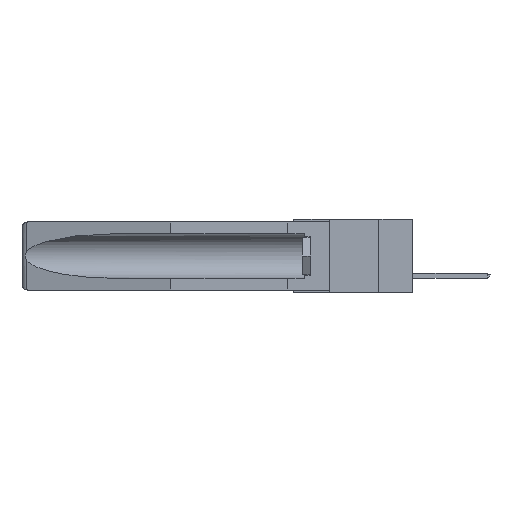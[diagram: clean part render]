
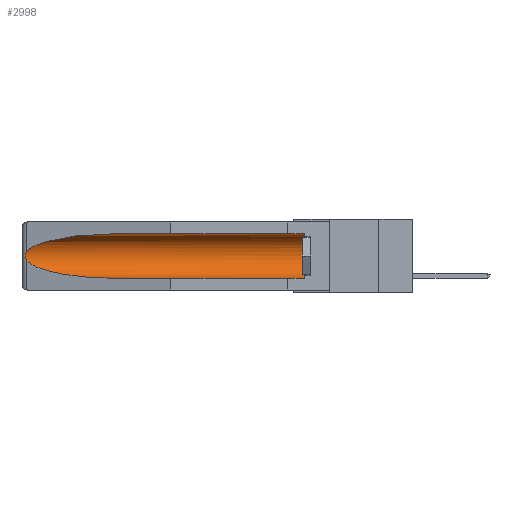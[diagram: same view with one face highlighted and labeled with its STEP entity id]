
A CAD part, left-side view. The second image highlights one B-rep face of the part: STEP entity #2998.
In plain terms, the highlighted cylindrical face has radius 2.857 mm (diameter 5.715 mm), a partial arc.
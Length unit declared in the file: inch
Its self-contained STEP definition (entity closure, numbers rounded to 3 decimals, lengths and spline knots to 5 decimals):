
#670 = AXIS2_PLACEMENT_3D ( 'NONE', #21160, #19261, #27774 ) ;
#1588 = VECTOR ( 'NONE', #7161, 39.37008 ) ;
#2848 = CARTESIAN_POINT ( 'NONE',  ( 0.26597, 1.5296, -0.19026 ) ) ;
#2998 = ADVANCED_FACE ( 'NONE', ( #5328 ), #25559, .F. ) ;
#3128 = CARTESIAN_POINT ( 'NONE',  ( 0.2675, 1.53308, -0.17534 ) ) ;
#3545 = ORIENTED_EDGE ( 'NONE', *, *, #4540, .T. ) ;
#4114 = VERTEX_POINT ( 'NONE', #20737 ) ;
#4471 = CARTESIAN_POINT ( 'NONE',  ( 0.155, -0.30754, -0.1715 ) ) ;
#4489 =( BOUNDED_CURVE ( )  B_SPLINE_CURVE ( 3, ( #9972, #5428, #10079, #12260 ),
 .UNSPECIFIED., .F., .F. ) 
 B_SPLINE_CURVE_WITH_KNOTS ( ( 4, 4 ),
 ( 0.1948, 1.5708 ),
 .UNSPECIFIED. ) 
 CURVE ( )  GEOMETRIC_REPRESENTATION_ITEM ( )  RATIONAL_B_SPLINE_CURVE ( ( 1., 0.848, 0.848, 1. ) ) 
 REPRESENTATION_ITEM ( '' )  );
#4540 = EDGE_CURVE ( 'NONE', #12618, #11040, #11682, .T. ) ;
#5328 = FACE_OUTER_BOUND ( 'NONE', #15950, .T. ) ;
#5428 = CARTESIAN_POINT ( 'NONE',  ( 0.25451, 1.48313, -0.24835 ) ) ;
#6476 = VERTEX_POINT ( 'NONE', #26983 ) ;
#7110 = CARTESIAN_POINT ( 'NONE',  ( 0.2673, 1.53269, -0.17917 ) ) ;
#7161 = DIRECTION ( 'NONE',  ( 0., 1., 0. ) ) ;
#7285 =( BOUNDED_CURVE ( )  B_SPLINE_CURVE ( 3, ( #28044, #19431, #10633, #17119 ),
 .UNSPECIFIED., .F., .F. ) 
 B_SPLINE_CURVE_WITH_KNOTS ( ( 4, 4 ),
 ( 4.71239, 6.08839 ),
 .UNSPECIFIED. ) 
 CURVE ( )  GEOMETRIC_REPRESENTATION_ITEM ( )  RATIONAL_B_SPLINE_CURVE ( ( 1., 0.848, 0.848, 1. ) ) 
 REPRESENTATION_ITEM ( '' )  );
#7498 = LINE ( 'NONE', #9616, #10631 ) ;
#7599 = VERTEX_POINT ( 'NONE', #9847 ) ;
#7648 = DIRECTION ( 'NONE',  ( 0., 1., 0. ) ) ;
#8333 = EDGE_CURVE ( 'NONE', #13538, #6476, #27912, .T. ) ;
#8776 = DIRECTION ( 'NONE',  ( 0., 1., 0. ) ) ;
#9060 = DIRECTION ( 'NONE',  ( 0., 0., 1. ) ) ;
#9616 = CARTESIAN_POINT ( 'NONE',  ( 0.155, -0.30754, -0.059 ) ) ;
#9847 = CARTESIAN_POINT ( 'NONE',  ( 0.155, 1.07973, -0.059 ) ) ;
#9972 = CARTESIAN_POINT ( 'NONE',  ( 0.26537, 1.52718, -0.19328 ) ) ;
#10079 = CARTESIAN_POINT ( 'NONE',  ( 0.21114, 1.30732, -0.284 ) ) ;
#10174 = CARTESIAN_POINT ( 'NONE',  ( 0.26537, 1.52718, -0.14972 ) ) ;
#10631 = VECTOR ( 'NONE', #7648, 39.37008 ) ;
#10633 = CARTESIAN_POINT ( 'NONE',  ( 0.25451, 1.48313, -0.09465 ) ) ;
#11040 = VERTEX_POINT ( 'NONE', #11603 ) ;
#11603 = CARTESIAN_POINT ( 'NONE',  ( 0.26537, 1.52718, -0.19328 ) ) ;
#11682 = B_SPLINE_CURVE_WITH_KNOTS ( 'NONE', 3,
 ( #26930, #11818, #14026, #16201, #26839, #3128, #7110, #15912, #2848, #18133 ),
 .UNSPECIFIED., .F., .F.,
 ( 4, 2, 2, 2, 4 ),
 ( 0., 0.00029, 0.00058, 0.00087, 0.00117 ),
 .UNSPECIFIED. ) ;
#11818 = CARTESIAN_POINT ( 'NONE',  ( 0.26597, 1.52961, -0.15275 ) ) ;
#12260 = CARTESIAN_POINT ( 'NONE',  ( 0.155, 1.07973, -0.284 ) ) ;
#12618 = VERTEX_POINT ( 'NONE', #10174 ) ;
#12708 = EDGE_CURVE ( 'NONE', #7599, #12618, #7285, .T. ) ;
#12777 = ORIENTED_EDGE ( 'NONE', *, *, #26657, .T. ) ;
#13538 = VERTEX_POINT ( 'NONE', #15399 ) ;
#14026 = CARTESIAN_POINT ( 'NONE',  ( 0.26654, 1.53092, -0.15636 ) ) ;
#14041 = ORIENTED_EDGE ( 'NONE', *, *, #8333, .F. ) ;
#15323 = ORIENTED_EDGE ( 'NONE', *, *, #18029, .T. ) ;
#15399 = CARTESIAN_POINT ( 'NONE',  ( 0.155, 0.126, -0.284 ) ) ;
#15912 = CARTESIAN_POINT ( 'NONE',  ( 0.26655, 1.53094, -0.18657 ) ) ;
#15950 = EDGE_LOOP ( 'NONE', ( #25578, #3545, #12777, #14041, #15323, #21647 ) ) ;
#16201 = CARTESIAN_POINT ( 'NONE',  ( 0.2673, 1.5327, -0.16383 ) ) ;
#16281 = CIRCLE ( 'NONE', #670, 0.1125 ) ;
#16284 = AXIS2_PLACEMENT_3D ( 'NONE', #4471, #8776, #9060 ) ;
#17119 = CARTESIAN_POINT ( 'NONE',  ( 0.26537, 1.52718, -0.14972 ) ) ;
#18029 = EDGE_CURVE ( 'NONE', #13538, #4114, #16281, .T. ) ;
#18133 = CARTESIAN_POINT ( 'NONE',  ( 0.26537, 1.52718, -0.19328 ) ) ;
#18768 = CARTESIAN_POINT ( 'NONE',  ( 0.155, -0.30754, -0.284 ) ) ;
#19261 = DIRECTION ( 'NONE',  ( 0., -1., 0. ) ) ;
#19431 = CARTESIAN_POINT ( 'NONE',  ( 0.21114, 1.30732, -0.059 ) ) ;
#20737 = CARTESIAN_POINT ( 'NONE',  ( 0.155, 0.126, -0.059 ) ) ;
#21160 = CARTESIAN_POINT ( 'NONE',  ( 0.155, 0.126, -0.1715 ) ) ;
#21647 = ORIENTED_EDGE ( 'NONE', *, *, #25904, .T. ) ;
#25559 = CYLINDRICAL_SURFACE ( 'NONE', #16284, 0.1125 ) ;
#25578 = ORIENTED_EDGE ( 'NONE', *, *, #12708, .T. ) ;
#25904 = EDGE_CURVE ( 'NONE', #4114, #7599, #7498, .T. ) ;
#26657 = EDGE_CURVE ( 'NONE', #11040, #6476, #4489, .T. ) ;
#26839 = CARTESIAN_POINT ( 'NONE',  ( 0.2675, 1.53308, -0.16763 ) ) ;
#26930 = CARTESIAN_POINT ( 'NONE',  ( 0.26537, 1.52718, -0.14972 ) ) ;
#26983 = CARTESIAN_POINT ( 'NONE',  ( 0.155, 1.07973, -0.284 ) ) ;
#27774 = DIRECTION ( 'NONE',  ( 0., 0., 1. ) ) ;
#27912 = LINE ( 'NONE', #18768, #1588 ) ;
#28044 = CARTESIAN_POINT ( 'NONE',  ( 0.155, 1.07973, -0.059 ) ) ;
